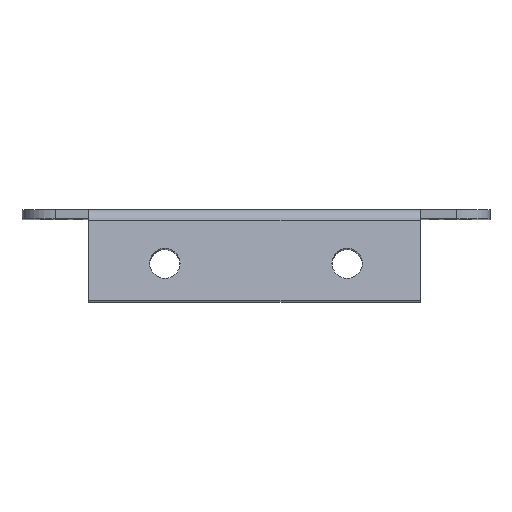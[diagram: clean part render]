
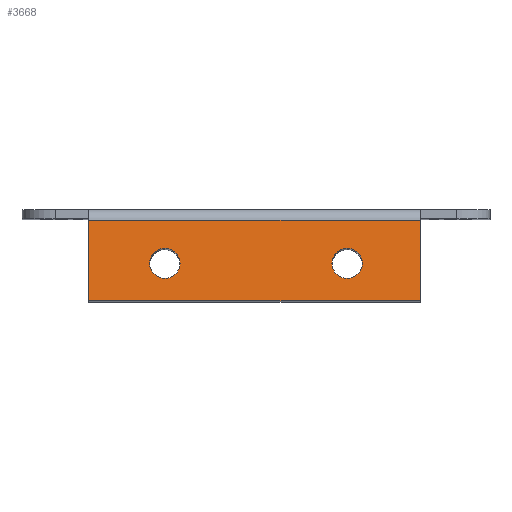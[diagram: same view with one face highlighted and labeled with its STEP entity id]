
A CAD part, top view. The second image highlights one B-rep face of the part: STEP entity #3668.
In plain terms, the highlighted planar face has unit normal (0, 0.149, 0.989).
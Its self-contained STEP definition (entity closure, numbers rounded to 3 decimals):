
#207=FACE_BOUND('',#819,.T.);
#208=FACE_BOUND('',#820,.T.);
#297=PLANE('',#4070);
#464=FACE_OUTER_BOUND('',#818,.T.);
#818=EDGE_LOOP('',(#3364,#3365,#3366,#3367));
#819=EDGE_LOOP('',(#3368));
#820=EDGE_LOOP('',(#3369));
#1090=LINE('',#6099,#1362);
#1091=LINE('',#6102,#1363);
#1092=LINE('',#6104,#1364);
#1093=LINE('',#6105,#1365);
#1362=VECTOR('',#5105,10.);
#1363=VECTOR('',#5108,10.);
#1364=VECTOR('',#5109,10.);
#1365=VECTOR('',#5110,10.);
#1584=CIRCLE('',#4061,5.);
#1586=CIRCLE('',#4064,5.);
#1904=VERTEX_POINT('',#6074);
#1906=VERTEX_POINT('',#6080);
#1912=VERTEX_POINT('',#6095);
#1913=VERTEX_POINT('',#6097);
#1914=VERTEX_POINT('',#6101);
#1915=VERTEX_POINT('',#6103);
#2388=EDGE_CURVE('',#1904,#1904,#1584,.T.);
#2391=EDGE_CURVE('',#1906,#1906,#1586,.T.);
#2400=EDGE_CURVE('',#1912,#1913,#1090,.T.);
#2401=EDGE_CURVE('',#1912,#1914,#1091,.T.);
#2402=EDGE_CURVE('',#1915,#1913,#1092,.T.);
#2403=EDGE_CURVE('',#1914,#1915,#1093,.T.);
#3364=ORIENTED_EDGE('',*,*,#2401,.F.);
#3365=ORIENTED_EDGE('',*,*,#2400,.T.);
#3366=ORIENTED_EDGE('',*,*,#2402,.F.);
#3367=ORIENTED_EDGE('',*,*,#2403,.F.);
#3368=ORIENTED_EDGE('',*,*,#2388,.T.);
#3369=ORIENTED_EDGE('',*,*,#2391,.T.);
#3668=ADVANCED_FACE('',(#464,#207,#208),#297,.T.);
#4061=AXIS2_PLACEMENT_3D('',#6075,#5081,#5082);
#4064=AXIS2_PLACEMENT_3D('',#6081,#5088,#5089);
#4070=AXIS2_PLACEMENT_3D('',#6100,#5106,#5107);
#5081=DIRECTION('center_axis',(0.,-0.149,-0.989));
#5082=DIRECTION('ref_axis',(1.,0.,0.));
#5088=DIRECTION('center_axis',(0.,-0.149,-0.989));
#5089=DIRECTION('ref_axis',(1.,0.,0.));
#5105=DIRECTION('',(-1.,0.,0.));
#5106=DIRECTION('center_axis',(0.,0.149,0.989));
#5107=DIRECTION('ref_axis',(0.,0.989,-0.149));
#5108=DIRECTION('',(0.,-0.989,0.149));
#5109=DIRECTION('',(0.,0.989,-0.149));
#5110=DIRECTION('',(-1.,0.,0.));
#6074=CARTESIAN_POINT('',(42.,-14.671,6.143));
#6075=CARTESIAN_POINT('Origin',(47.,-14.671,6.143));
#6080=CARTESIAN_POINT('',(102.,-14.671,6.143));
#6081=CARTESIAN_POINT('Origin',(107.,-14.671,6.143));
#6095=CARTESIAN_POINT('',(131.,-0.443,4.));
#6097=CARTESIAN_POINT('',(22.,-0.443,4.));
#6099=CARTESIAN_POINT('',(131.,-0.443,4.));
#6100=CARTESIAN_POINT('Origin',(131.,-27.,8.));
#6101=CARTESIAN_POINT('',(131.,-27.,8.));
#6102=CARTESIAN_POINT('',(131.,-0.443,4.));
#6103=CARTESIAN_POINT('',(22.,-27.,8.));
#6104=CARTESIAN_POINT('',(22.,-0.443,4.));
#6105=CARTESIAN_POINT('',(131.,-27.,8.));
